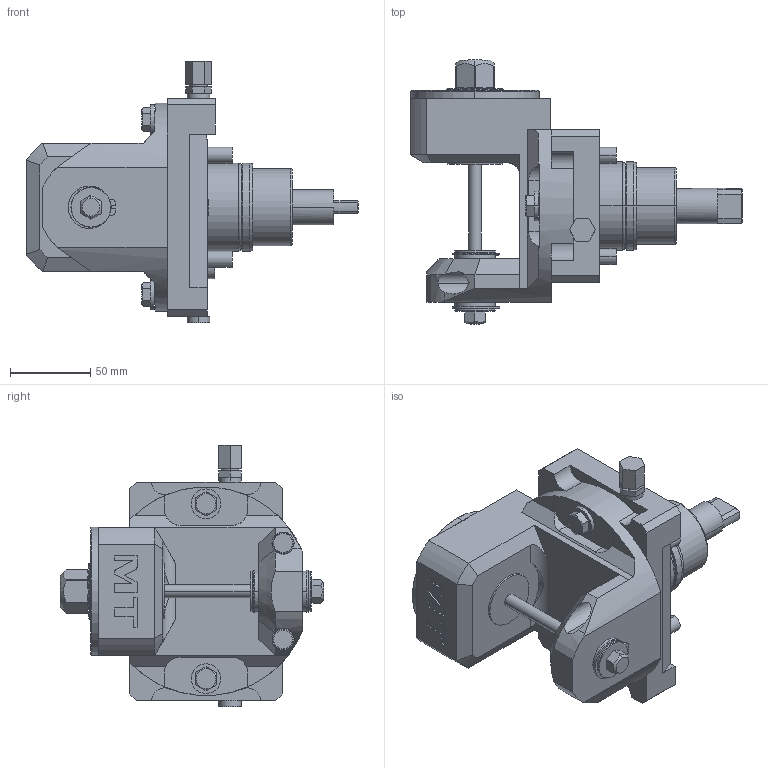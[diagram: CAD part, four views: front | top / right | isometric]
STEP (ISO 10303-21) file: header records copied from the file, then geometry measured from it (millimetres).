
FILE_DESCRIPTION((''),'2;1');
FILE_NAME('BGL0011108_CONF','2023-06-30T12:34:49',('gvalli'),('M.T. srl'),'CREO PARAMETRIC BY PTC INC, 2021072','CREO PARAMETRIC BY PTC INC, 2021072','');
FILE_SCHEMA(('CONFIG_CONTROL_DESIGN'));
Length unit declared in the file: millimetre
Products named in the file (1): BGL0011108_CONF
Bounding box: 206.9 x 164.5 x 163 mm (x, y, z)
Volume: 1025164.2 mm3; surface area: 101122.4 mm2
Topology: 1 solids, 1 shells, 358 faces, 887 edges, 564 vertices
Faces by surface type: plane 209, cylinder 104, cone 33, torus 10, extrusion 2
Entity records: 11646 total; most frequent: CARTESIAN_POINT 2964, DIRECTION 1851, ORIENTED_EDGE 1774, EDGE_CURVE 887, AXIS2_PLACEMENT_3D 682, VERTEX_POINT 564, VECTOR 487, LINE 485
